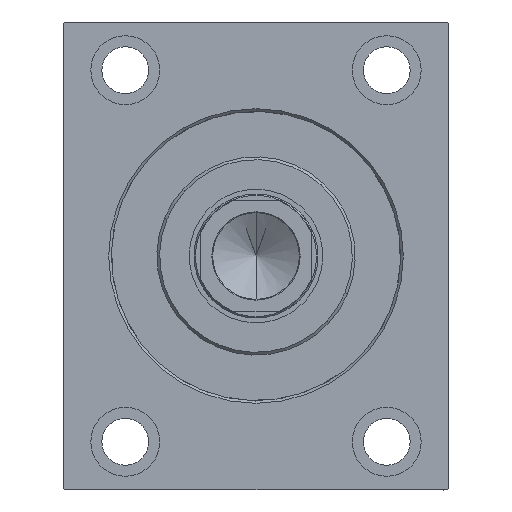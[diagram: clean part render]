
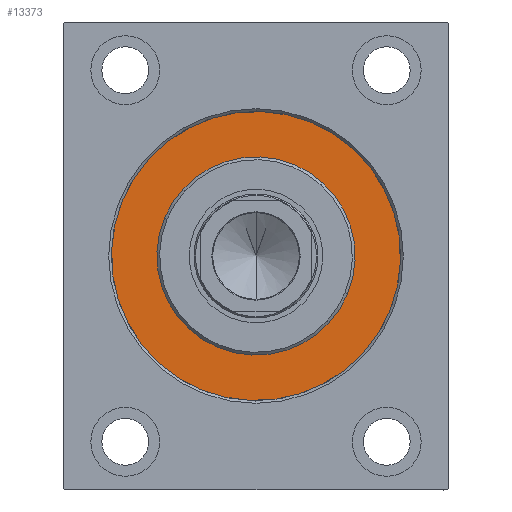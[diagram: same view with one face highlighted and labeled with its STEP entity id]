
A CAD part, left-side view. The second image highlights one B-rep face of the part: STEP entity #13373.
In plain terms, the highlighted face is planar.
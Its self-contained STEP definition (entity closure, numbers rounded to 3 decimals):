
#64 = DIRECTION ( 'NONE',  ( 0., 0., -1. ) ) ;
#229 = CARTESIAN_POINT ( 'NONE',  ( 0., 0., -36. ) ) ;
#2470 = DIRECTION ( 'NONE',  ( 0., 0., -1. ) ) ;
#3425 = DIRECTION ( 'NONE',  ( 1., 0., 0. ) ) ;
#4302 = CIRCLE ( 'NONE', #22260, 36. ) ;
#5283 = CARTESIAN_POINT ( 'NONE',  ( 0., 0., 0. ) ) ;
#9724 = CARTESIAN_POINT ( 'NONE',  ( 0., 0., 0. ) ) ;
#10983 = DIRECTION ( 'NONE',  ( 0., 0., 1. ) ) ;
#12232 = ORIENTED_EDGE ( 'NONE', *, *, #43054, .F. ) ;
#13373 = ADVANCED_FACE ( 'NONE', ( #36119, #19453 ), #15622, .F. ) ;
#13752 = CIRCLE ( 'NONE', #23797, 52.5 ) ;
#15622 = PLANE ( 'NONE',  #34625 ) ;
#15913 = AXIS2_PLACEMENT_3D ( 'NONE', #28226, #18537, #35200 ) ;
#16875 = CARTESIAN_POINT ( 'NONE',  ( 0., 0., 52.5 ) ) ;
#17090 = DIRECTION ( 'NONE',  ( 0., 0., 1. ) ) ;
#17463 = ORIENTED_EDGE ( 'NONE', *, *, #36376, .F. ) ;
#18234 = VERTEX_POINT ( 'NONE', #26915 ) ;
#18537 = DIRECTION ( 'NONE',  ( -1., 0., 0. ) ) ;
#19446 = CARTESIAN_POINT ( 'NONE',  ( 0., 0., 36. ) ) ;
#19453 = FACE_OUTER_BOUND ( 'NONE', #27771, .T. ) ;
#20250 = CARTESIAN_POINT ( 'NONE',  ( 0., 0., 0. ) ) ;
#20761 = EDGE_LOOP ( 'NONE', ( #17463, #38936 ) ) ;
#22260 = AXIS2_PLACEMENT_3D ( 'NONE', #9724, #3425, #64 ) ;
#22933 = CARTESIAN_POINT ( 'NONE',  ( 0., 0., 0. ) ) ;
#23797 = AXIS2_PLACEMENT_3D ( 'NONE', #20250, #44324, #17090 ) ;
#23834 = CIRCLE ( 'NONE', #39546, 36. ) ;
#26915 = CARTESIAN_POINT ( 'NONE',  ( 0., 0., -52.5 ) ) ;
#27771 = EDGE_LOOP ( 'NONE', ( #36546, #12232 ) ) ;
#28226 = CARTESIAN_POINT ( 'NONE',  ( 0., 0., 0. ) ) ;
#29319 = VERTEX_POINT ( 'NONE', #229 ) ;
#32039 = VERTEX_POINT ( 'NONE', #19446 ) ;
#34625 = AXIS2_PLACEMENT_3D ( 'NONE', #5283, #43082, #10983 ) ;
#35200 = DIRECTION ( 'NONE',  ( 0., 0., 1. ) ) ;
#36119 = FACE_BOUND ( 'NONE', #20761, .T. ) ;
#36376 = EDGE_CURVE ( 'NONE', #32039, #29319, #4302, .T. ) ;
#36546 = ORIENTED_EDGE ( 'NONE', *, *, #39710, .F. ) ;
#38936 = ORIENTED_EDGE ( 'NONE', *, *, #41022, .F. ) ;
#39546 = AXIS2_PLACEMENT_3D ( 'NONE', #22933, #44081, #2470 ) ;
#39615 = CIRCLE ( 'NONE', #15913, 52.5 ) ;
#39710 = EDGE_CURVE ( 'NONE', #18234, #43929, #39615, .T. ) ;
#41022 = EDGE_CURVE ( 'NONE', #29319, #32039, #23834, .T. ) ;
#43054 = EDGE_CURVE ( 'NONE', #43929, #18234, #13752, .T. ) ;
#43082 = DIRECTION ( 'NONE',  ( -1., 0., 0. ) ) ;
#43929 = VERTEX_POINT ( 'NONE', #16875 ) ;
#44081 = DIRECTION ( 'NONE',  ( 1., 0., 0. ) ) ;
#44324 = DIRECTION ( 'NONE',  ( -1., 0., 0. ) ) ;
